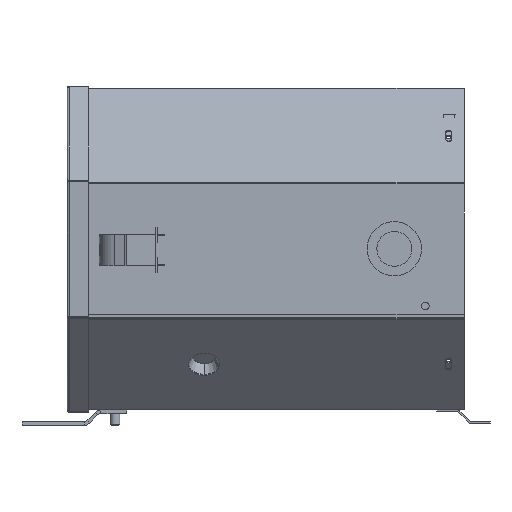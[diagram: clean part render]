
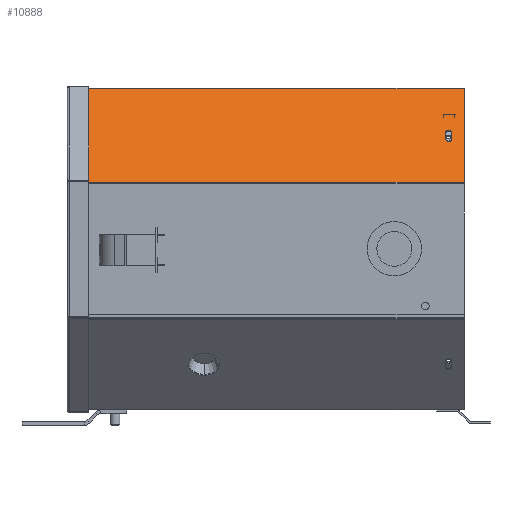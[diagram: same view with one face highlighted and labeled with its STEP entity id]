
A CAD part, left-side view. The second image highlights one B-rep face of the part: STEP entity #10888.
In plain terms, the highlighted planar face has unit normal (-0.707, 0, 0.707).
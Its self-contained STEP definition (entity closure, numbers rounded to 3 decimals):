
#207 = VERTEX_POINT ( 'NONE', #4954 ) ;
#450 = DIRECTION ( 'NONE',  ( -0.707, 0., 0.707 ) ) ;
#458 = VERTEX_POINT ( 'NONE', #17049 ) ;
#736 = EDGE_CURVE ( 'NONE', #6452, #12700, #11200, .T. ) ;
#804 = CARTESIAN_POINT ( 'NONE',  ( -141.054, -161.925, -77.051 ) ) ;
#844 = EDGE_LOOP ( 'NONE', ( #6692, #16263, #16100, #3103, #9788 ) ) ;
#888 = EDGE_CURVE ( 'NONE', #11067, #1646, #17494, .T. ) ;
#1037 = DIRECTION ( 'NONE',  ( -0.707, 0., 0.707 ) ) ;
#1301 = CARTESIAN_POINT ( 'NONE',  ( -99.9, -146.844, -35.897 ) ) ;
#1308 = EDGE_CURVE ( 'NONE', #207, #6452, #6830, .T. ) ;
#1646 = VERTEX_POINT ( 'NONE', #17925 ) ;
#2306 = CARTESIAN_POINT ( 'NONE',  ( -105.512, -149.225, -41.509 ) ) ;
#2366 = CARTESIAN_POINT ( 'NONE',  ( -32.001, 0., 32.001 ) ) ;
#2460 = CARTESIAN_POINT ( 'NONE',  ( -99.9, -151.606, -35.897 ) ) ;
#2670 = LINE ( 'NONE', #8503, #4761 ) ;
#2923 = AXIS2_PLACEMENT_3D ( 'NONE', #2366, #11414, #4212 ) ;
#3103 = ORIENTED_EDGE ( 'NONE', *, *, #736, .F. ) ;
#3166 = EDGE_LOOP ( 'NONE', ( #12395, #16645, #17633, #15573 ) ) ;
#3433 = LINE ( 'NONE', #804, #14996 ) ;
#3645 = CARTESIAN_POINT ( 'NONE',  ( -64.536, 0., -0.533 ) ) ;
#3660 = EDGE_CURVE ( 'NONE', #10216, #1646, #3433, .T. ) ;
#3922 = DIRECTION ( 'NONE',  ( 0., 1., 0. ) ) ;
#4042 = CARTESIAN_POINT ( 'NONE',  ( -140.876, 161.925, -76.873 ) ) ;
#4212 = DIRECTION ( 'NONE',  ( 0., 1., 0. ) ) ;
#4616 = EDGE_CURVE ( 'NONE', #11067, #458, #2670, .T. ) ;
#4745 = CARTESIAN_POINT ( 'NONE',  ( -105.512, -146.844, -41.509 ) ) ;
#4756 = DIRECTION ( 'NONE',  ( 0.707, 0., 0.707 ) ) ;
#4761 = VECTOR ( 'NONE', #14563, 1000. ) ;
#4954 = CARTESIAN_POINT ( 'NONE',  ( -105.512, -151.606, -41.509 ) ) ;
#6174 = EDGE_CURVE ( 'NONE', #12808, #207, #16836, .T. ) ;
#6225 = EDGE_CURVE ( 'NONE', #18572, #12808, #12316, .T. ) ;
#6272 = CARTESIAN_POINT ( 'NONE',  ( -99.9, -149.225, -35.897 ) ) ;
#6311 = EDGE_CURVE ( 'NONE', #12700, #18572, #16521, .T. ) ;
#6452 = VERTEX_POINT ( 'NONE', #2460 ) ;
#6641 = LINE ( 'NONE', #3645, #18571 ) ;
#6692 = ORIENTED_EDGE ( 'NONE', *, *, #6174, .F. ) ;
#6830 = LINE ( 'NONE', #15728, #8093 ) ;
#6837 = AXIS2_PLACEMENT_3D ( 'NONE', #6272, #450, #7637 ) ;
#6876 = CARTESIAN_POINT ( 'NONE',  ( -64.536, -161.925, -0.533 ) ) ;
#6936 = DIRECTION ( 'NONE',  ( 0.707, 0., 0.707 ) ) ;
#7223 = CARTESIAN_POINT ( 'NONE',  ( -140.876, 161.925, -76.873 ) ) ;
#7265 = CARTESIAN_POINT ( 'NONE',  ( -98.216, -149.225, -34.213 ) ) ;
#7637 = DIRECTION ( 'NONE',  ( 0.707, 0., 0.707 ) ) ;
#8093 = VECTOR ( 'NONE', #6936, 1000. ) ;
#8503 = CARTESIAN_POINT ( 'NONE',  ( -64.359, 161.925, -0.356 ) ) ;
#8582 = FACE_BOUND ( 'NONE', #844, .T. ) ;
#8712 = AXIS2_PLACEMENT_3D ( 'NONE', #2306, #1037, #12535 ) ;
#8813 = DIRECTION ( 'NONE',  ( 0., -1., 0. ) ) ;
#9024 = CARTESIAN_POINT ( 'NONE',  ( -99.9, -149.225, -35.897 ) ) ;
#9284 = CARTESIAN_POINT ( 'NONE',  ( -105.512, -146.844, -41.509 ) ) ;
#9788 = ORIENTED_EDGE ( 'NONE', *, *, #1308, .F. ) ;
#9942 = FACE_OUTER_BOUND ( 'NONE', #3166, .T. ) ;
#10216 = VERTEX_POINT ( 'NONE', #6876 ) ;
#10246 = VECTOR ( 'NONE', #8813, 1000. ) ;
#10888 = ADVANCED_FACE ( 'NONE', ( #8582, #9942 ), #18814, .T. ) ;
#11067 = VERTEX_POINT ( 'NONE', #7223 ) ;
#11200 = CIRCLE ( 'NONE', #11813, 2.381 ) ;
#11414 = DIRECTION ( 'NONE',  ( -0.707, 0., 0.707 ) ) ;
#11813 = AXIS2_PLACEMENT_3D ( 'NONE', #9024, #13631, #4756 ) ;
#12316 = LINE ( 'NONE', #9284, #14960 ) ;
#12395 = ORIENTED_EDGE ( 'NONE', *, *, #4616, .F. ) ;
#12535 = DIRECTION ( 'NONE',  ( 0.707, 0., 0.707 ) ) ;
#12700 = VERTEX_POINT ( 'NONE', #7265 ) ;
#12808 = VERTEX_POINT ( 'NONE', #4745 ) ;
#13631 = DIRECTION ( 'NONE',  ( -0.707, 0., 0.707 ) ) ;
#14563 = DIRECTION ( 'NONE',  ( 0.707, 0., 0.707 ) ) ;
#14960 = VECTOR ( 'NONE', #18077, 1000. ) ;
#14996 = VECTOR ( 'NONE', #15338, 1000. ) ;
#15338 = DIRECTION ( 'NONE',  ( -0.707, 0., -0.707 ) ) ;
#15573 = ORIENTED_EDGE ( 'NONE', *, *, #16065, .T. ) ;
#15728 = CARTESIAN_POINT ( 'NONE',  ( -105.512, -151.606, -41.509 ) ) ;
#16065 = EDGE_CURVE ( 'NONE', #10216, #458, #6641, .T. ) ;
#16100 = ORIENTED_EDGE ( 'NONE', *, *, #6311, .F. ) ;
#16263 = ORIENTED_EDGE ( 'NONE', *, *, #6225, .F. ) ;
#16521 = CIRCLE ( 'NONE', #6837, 2.381 ) ;
#16645 = ORIENTED_EDGE ( 'NONE', *, *, #888, .T. ) ;
#16836 = CIRCLE ( 'NONE', #8712, 2.381 ) ;
#17049 = CARTESIAN_POINT ( 'NONE',  ( -64.536, 161.925, -0.533 ) ) ;
#17494 = LINE ( 'NONE', #4042, #10246 ) ;
#17633 = ORIENTED_EDGE ( 'NONE', *, *, #3660, .F. ) ;
#17925 = CARTESIAN_POINT ( 'NONE',  ( -140.876, -161.925, -76.873 ) ) ;
#18077 = DIRECTION ( 'NONE',  ( -0.707, 0., -0.707 ) ) ;
#18571 = VECTOR ( 'NONE', #3922, 1000. ) ;
#18572 = VERTEX_POINT ( 'NONE', #1301 ) ;
#18814 = PLANE ( 'NONE',  #2923 ) ;
